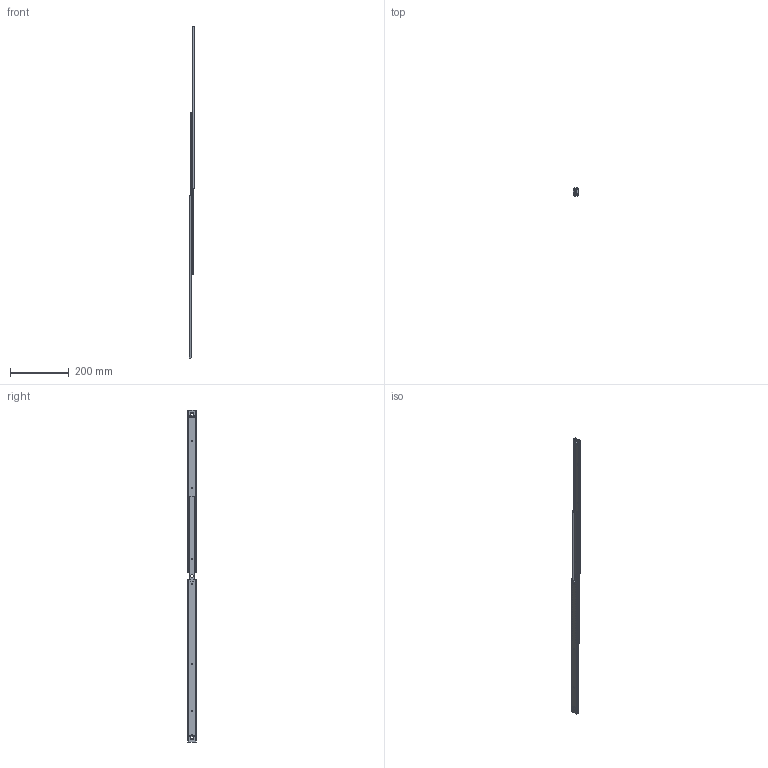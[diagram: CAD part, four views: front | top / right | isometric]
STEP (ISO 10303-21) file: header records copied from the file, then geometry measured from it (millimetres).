
FILE_DESCRIPTION(/* description */ ('Edelstahl- Überauszug Serie 040 550x576'),/* implementation_level */ '2;1');
FILE_NAME(/* name */ '07000057006.stp',/* time_stamp */ '2020-06-18T12:37:58+02:00',/* author */ ('Dennis Bruder'),/* organization */ (''),/* preprocessor_version */ 'ST-DEVELOPER v18',/* originating_system */ 'Autodesk Inventor 2020',/* authorisation */ '');
FILE_SCHEMA (('AUTOMOTIVE_DESIGN { 1 0 10303 214 3 1 1 }'));
Products named in the file (1): 07000057006
Bounding box: 20 x 27.2 x 1126.5 mm (x, y, z)
Volume: 101655.3 mm3; surface area: 186339.3 mm2
Topology: 104 solids, 104 shells, 5910 faces, 18230 edges, 12144 vertices
Faces by surface type: plane 2126, cylinder 1910, cone 784, bspline 596, torus 392, sphere 102
Full cylindrical faces by diameter (mm): 4.1 x8, 5.1 x2, 10 x2
Entity records: 233190 total; most frequent: CARTESIAN_POINT 66803, ORIENTED_EDGE 36060, DIRECTION 32296, EDGE_CURVE 18030, AXIS2_PLACEMENT_3D 12181, VERTEX_POINT 12144, LINE 7934, VECTOR 7934
